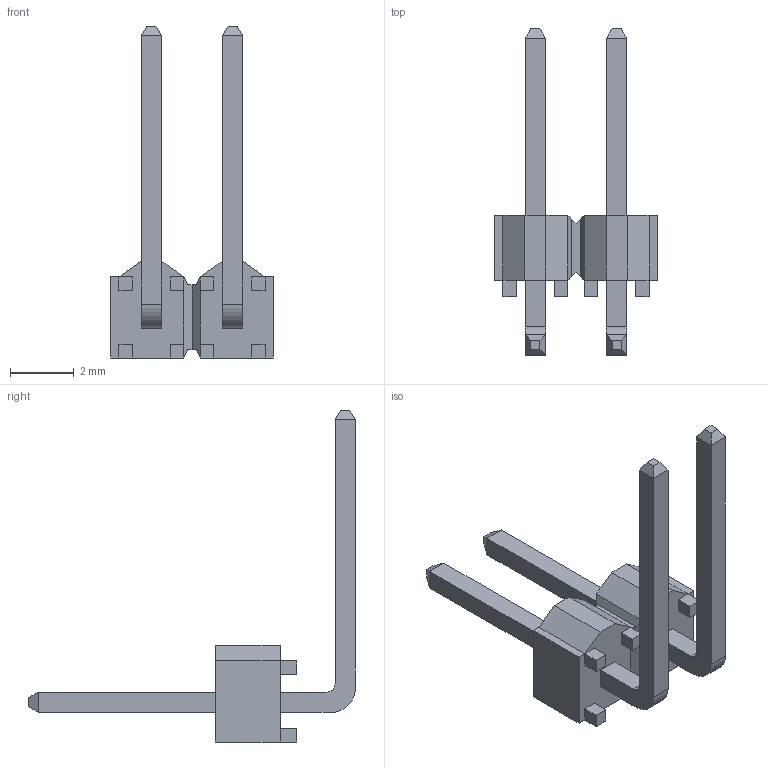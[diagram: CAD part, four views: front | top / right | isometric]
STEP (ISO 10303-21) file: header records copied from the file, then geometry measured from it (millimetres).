
FILE_DESCRIPTION(/* description */ ('STEP AP214'),/* implementation_level */ '2;1');
FILE_NAME(/* name */ 'TSW-102-09-G-S-RA',/* time_stamp */ '2023-03-04T17:04:29+01:00',/* author */ ('License CC BY-ND 4.0'),/* organization */ ('CADENAS'),/* preprocessor_version */ 'ST-DEVELOPER v18.102',/* originating_system */ 'PARTsolutions',/* authorisation */ ' ');
FILE_SCHEMA (('AUTOMOTIVE_DESIGN {1 0 10303 214 3 1 1}'));
Length unit declared in the file: inch
Products named in the file (3): TSW-102-09-G-S-RA; T-1S6-09-TSW-1-09-2-RA-S; TSW-102-09-G-S-RA_body
Assembly tree (2 placements, depth 2):
  TSW-102-09-G-S-RA
    T-1S6-09-TSW-1-09-2-RA-S
    TSW-102-09-G-S-RA_body
Bounding box: 5.08 x 10.22 x 10.39 mm (x, y, z)
Volume: 42.6 mm3; surface area: 178.3 mm2
Topology: 2 solids, 2 shells, 118 faces, 298 edges, 188 vertices
Faces by surface type: plane 114, cylinder 4
Entity records: 3520 total; most frequent: CARTESIAN_POINT 607, ORIENTED_EDGE 596, DIRECTION 548, EDGE_CURVE 298, LINE 290, VECTOR 290, VERTEX_POINT 188, AXIS2_PLACEMENT_3D 129
